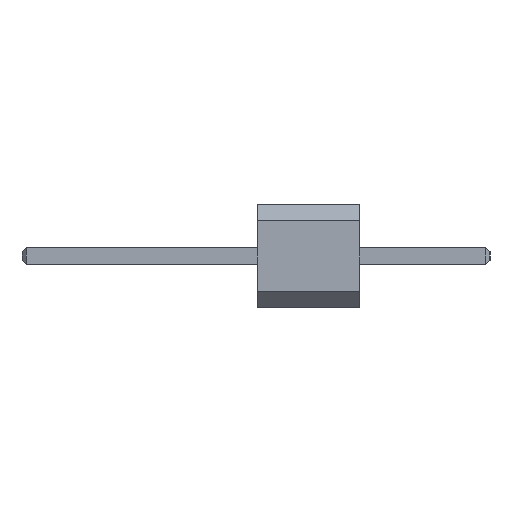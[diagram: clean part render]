
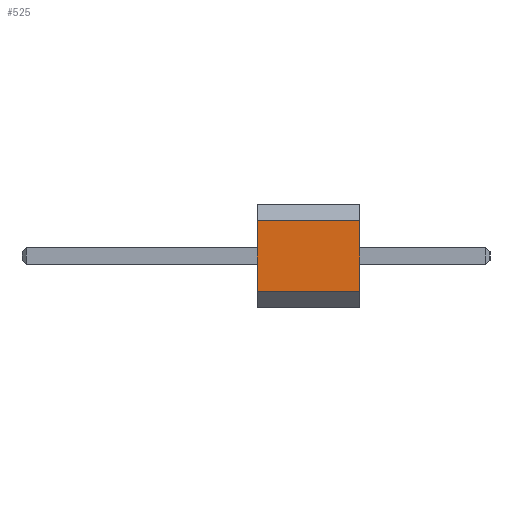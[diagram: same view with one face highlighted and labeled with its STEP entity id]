
A CAD part, left-side view. The second image highlights one B-rep face of the part: STEP entity #525.
In plain terms, the highlighted planar face has unit normal (-1, 0, 0).
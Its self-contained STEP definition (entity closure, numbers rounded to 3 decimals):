
#79=FACE_OUTER_BOUND('',#107,.T.);
#107=EDGE_LOOP('',(#399,#400,#401,#402));
#157=LINE('',#804,#221);
#158=LINE('',#807,#222);
#159=LINE('',#809,#223);
#160=LINE('',#810,#224);
#221=VECTOR('',#641,2.54);
#222=VECTOR('',#644,1.74);
#223=VECTOR('',#645,1.74);
#224=VECTOR('',#646,2.54);
#275=VERTEX_POINT('',#800);
#276=VERTEX_POINT('',#802);
#277=VERTEX_POINT('',#806);
#278=VERTEX_POINT('',#808);
#325=EDGE_CURVE('',#275,#276,#157,.T.);
#326=EDGE_CURVE('',#277,#275,#158,.T.);
#327=EDGE_CURVE('',#278,#276,#159,.T.);
#328=EDGE_CURVE('',#277,#278,#160,.T.);
#399=ORIENTED_EDGE('',*,*,#326,.T.);
#400=ORIENTED_EDGE('',*,*,#325,.T.);
#401=ORIENTED_EDGE('',*,*,#327,.F.);
#402=ORIENTED_EDGE('',*,*,#328,.F.);
#497=PLANE('',#556);
#525=ADVANCED_FACE('',(#79),#497,.T.);
#556=AXIS2_PLACEMENT_3D('',#805,#642,#643);
#641=DIRECTION('',(0.,1.,0.));
#642=DIRECTION('center_axis',(-1.,0.,0.));
#643=DIRECTION('ref_axis',(0.,0.,1.));
#644=DIRECTION('',(0.,0.,1.));
#645=DIRECTION('',(0.,0.,1.));
#646=DIRECTION('',(0.,1.,0.));
#800=CARTESIAN_POINT('',(-1.27,0.,0.87));
#802=CARTESIAN_POINT('',(-1.27,2.54,0.87));
#804=CARTESIAN_POINT('',(-1.27,0.,0.87));
#805=CARTESIAN_POINT('Origin',(-1.27,0.,-0.87));
#806=CARTESIAN_POINT('',(-1.27,0.,-0.87));
#807=CARTESIAN_POINT('',(-1.27,0.,-0.87));
#808=CARTESIAN_POINT('',(-1.27,2.54,-0.87));
#809=CARTESIAN_POINT('',(-1.27,2.54,-0.87));
#810=CARTESIAN_POINT('',(-1.27,0.,-0.87));
